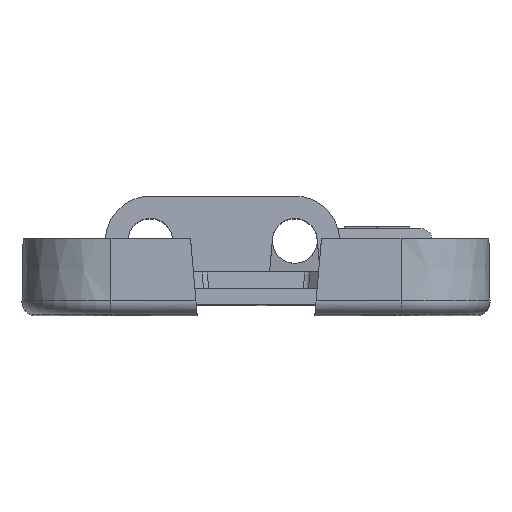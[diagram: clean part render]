
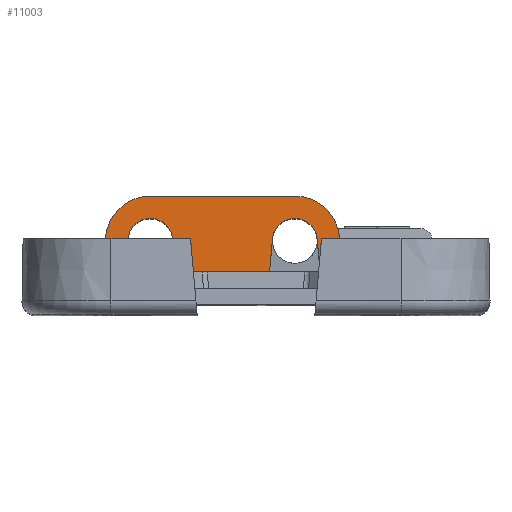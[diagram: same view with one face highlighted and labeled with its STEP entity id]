
A CAD part, top view. The second image highlights one B-rep face of the part: STEP entity #11003.
In plain terms, the highlighted planar face has unit normal (0, 0.018, 1).
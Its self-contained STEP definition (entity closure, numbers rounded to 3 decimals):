
#526=ELLIPSE('',#11878,5.013,5.013);
#527=ELLIPSE('',#11879,2.513,2.513);
#528=ELLIPSE('',#11880,2.513,2.513);
#529=ELLIPSE('',#11881,5.013,5.013);
#694=PLANE('',#11877);
#1110=FACE_OUTER_BOUND('',#1670,.T.);
#1670=EDGE_LOOP('',(#8445,#8446,#8447,#8448,#8449,#8450,#8451,#8452,#8453,
#8454,#8455,#8456,#8457,#8458,#8459,#8460,#8461,#8462));
#2239=LINE('',#15895,#3308);
#2243=LINE('',#15903,#3312);
#2258=LINE('',#15945,#3327);
#2262=LINE('',#15953,#3331);
#2490=LINE('',#16795,#3559);
#2634=LINE('',#17285,#3703);
#2635=LINE('',#17288,#3704);
#2636=LINE('',#17290,#3705);
#2637=LINE('',#17293,#3706);
#2638=LINE('',#17294,#3707);
#2639=LINE('',#17295,#3708);
#2640=LINE('',#17297,#3709);
#2641=LINE('',#17300,#3710);
#2642=LINE('',#17302,#3711);
#3308=VECTOR('',#12722,2.51);
#3312=VECTOR('',#12726,6.694);
#3327=VECTOR('',#12755,2.317);
#3331=VECTOR('',#12759,2.51);
#3559=VECTOR('',#13463,1.001);
#3703=VECTOR('',#13977,16.2);
#3704=VECTOR('',#13980,5.86);
#3705=VECTOR('',#13981,5.641);
#3706=VECTOR('',#13984,5.641);
#3707=VECTOR('',#13985,1.903);
#3708=VECTOR('',#13986,1.903);
#3709=VECTOR('',#13987,5.641);
#3710=VECTOR('',#13990,5.641);
#3711=VECTOR('',#13991,5.86);
#4638=VERTEX_POINT('',#15892);
#4639=VERTEX_POINT('',#15894);
#4642=VERTEX_POINT('',#15900);
#4643=VERTEX_POINT('',#15902);
#4662=VERTEX_POINT('',#15942);
#4663=VERTEX_POINT('',#15944);
#4666=VERTEX_POINT('',#15950);
#4667=VERTEX_POINT('',#15952);
#4930=VERTEX_POINT('',#16792);
#4931=VERTEX_POINT('',#16794);
#5079=VERTEX_POINT('',#17283);
#5080=VERTEX_POINT('',#17284);
#5081=VERTEX_POINT('',#17286);
#5082=VERTEX_POINT('',#17289);
#5083=VERTEX_POINT('',#17291);
#5084=VERTEX_POINT('',#17296);
#5085=VERTEX_POINT('',#17298);
#5086=VERTEX_POINT('',#17301);
#5706=EDGE_CURVE('',#4638,#4639,#2239,.T.);
#5710=EDGE_CURVE('',#4642,#4643,#2243,.T.);
#5730=EDGE_CURVE('',#4662,#4663,#2258,.T.);
#5734=EDGE_CURVE('',#4666,#4667,#2262,.T.);
#6112=EDGE_CURVE('',#4930,#4931,#2490,.T.);
#6363=EDGE_CURVE('',#5079,#5080,#2634,.T.);
#6364=EDGE_CURVE('',#5079,#5081,#526,.T.);
#6365=EDGE_CURVE('',#5081,#4667,#2635,.T.);
#6366=EDGE_CURVE('',#4666,#5082,#2636,.T.);
#6367=EDGE_CURVE('',#5082,#5083,#527,.T.);
#6368=EDGE_CURVE('',#4663,#5083,#2637,.T.);
#6369=EDGE_CURVE('',#4662,#4931,#2638,.T.);
#6370=EDGE_CURVE('',#4643,#4930,#2639,.T.);
#6371=EDGE_CURVE('',#4642,#5084,#2640,.T.);
#6372=EDGE_CURVE('',#5084,#5085,#528,.T.);
#6373=EDGE_CURVE('',#4639,#5085,#2641,.T.);
#6374=EDGE_CURVE('',#4638,#5086,#2642,.T.);
#6375=EDGE_CURVE('',#5086,#5080,#529,.T.);
#8445=ORIENTED_EDGE('',*,*,#6363,.F.);
#8446=ORIENTED_EDGE('',*,*,#6364,.T.);
#8447=ORIENTED_EDGE('',*,*,#6365,.T.);
#8448=ORIENTED_EDGE('',*,*,#5734,.F.);
#8449=ORIENTED_EDGE('',*,*,#6366,.T.);
#8450=ORIENTED_EDGE('',*,*,#6367,.T.);
#8451=ORIENTED_EDGE('',*,*,#6368,.F.);
#8452=ORIENTED_EDGE('',*,*,#5730,.F.);
#8453=ORIENTED_EDGE('',*,*,#6369,.T.);
#8454=ORIENTED_EDGE('',*,*,#6112,.F.);
#8455=ORIENTED_EDGE('',*,*,#6370,.F.);
#8456=ORIENTED_EDGE('',*,*,#5710,.F.);
#8457=ORIENTED_EDGE('',*,*,#6371,.T.);
#8458=ORIENTED_EDGE('',*,*,#6372,.T.);
#8459=ORIENTED_EDGE('',*,*,#6373,.F.);
#8460=ORIENTED_EDGE('',*,*,#5706,.F.);
#8461=ORIENTED_EDGE('',*,*,#6374,.T.);
#8462=ORIENTED_EDGE('',*,*,#6375,.T.);
#11003=ADVANCED_FACE('',(#1110),#694,.T.);
#11877=AXIS2_PLACEMENT_3D('',#17282,#13975,#13976);
#11878=AXIS2_PLACEMENT_3D('',#17287,#13978,#13979);
#11879=AXIS2_PLACEMENT_3D('',#17292,#13982,#13983);
#11880=AXIS2_PLACEMENT_3D('',#17299,#13988,#13989);
#11881=AXIS2_PLACEMENT_3D('',#17303,#13992,#13993);
#12722=DIRECTION('',(-1.,0.,0.));
#12726=DIRECTION('',(-1.,0.,0.));
#12755=DIRECTION('',(-1.,0.,0.));
#12759=DIRECTION('',(-1.,0.,0.));
#13463=DIRECTION('',(-1.,0.,0.));
#13975=DIRECTION('center_axis',(0.,0.017,1.));
#13976=DIRECTION('ref_axis',(1.,0.,0.));
#13977=DIRECTION('',(1.,0.,0.));
#13978=DIRECTION('center_axis',(0.,0.017,1.));
#13979=DIRECTION('ref_axis',(0.,-1.,0.017));
#13980=DIRECTION('',(-0.087,-0.996,0.017));
#13981=DIRECTION('',(0.087,0.996,-0.017));
#13982=DIRECTION('center_axis',(0.,-0.017,-1.));
#13983=DIRECTION('ref_axis',(0.,-1.,0.017));
#13984=DIRECTION('',(-0.087,0.996,-0.017));
#13985=DIRECTION('',(0.052,0.998,-0.017));
#13986=DIRECTION('',(-0.052,0.998,-0.017));
#13987=DIRECTION('',(0.087,0.996,-0.017));
#13988=DIRECTION('center_axis',(0.,-0.017,-1.));
#13989=DIRECTION('ref_axis',(0.,-1.,0.017));
#13990=DIRECTION('',(-0.087,0.996,-0.017));
#13991=DIRECTION('',(-0.087,0.996,-0.017));
#13992=DIRECTION('center_axis',(0.,0.017,1.));
#13993=DIRECTION('ref_axis',(0.,-1.,0.017));
#15892=CARTESIAN_POINT('',(13.604,2.9,18.95));
#15894=CARTESIAN_POINT('',(11.095,2.9,18.95));
#15895=CARTESIAN_POINT('',(13.604,2.9,18.95));
#15900=CARTESIAN_POINT('',(5.105,2.9,18.95));
#15902=CARTESIAN_POINT('',(-1.589,2.9,18.95));
#15903=CARTESIAN_POINT('',(5.105,2.9,18.95));
#15942=CARTESIAN_POINT('',(-2.789,2.9,18.95));
#15944=CARTESIAN_POINT('',(-5.105,2.9,18.95));
#15945=CARTESIAN_POINT('',(-2.789,2.9,18.95));
#15950=CARTESIAN_POINT('',(-11.095,2.9,18.95));
#15952=CARTESIAN_POINT('',(-13.604,2.9,18.95));
#15953=CARTESIAN_POINT('',(-11.095,2.9,18.95));
#16792=CARTESIAN_POINT('',(-1.688,4.8,18.917));
#16794=CARTESIAN_POINT('',(-2.689,4.8,18.917));
#16795=CARTESIAN_POINT('',(-1.688,4.8,18.917));
#17282=CARTESIAN_POINT('Origin',(-17.314,2.903,18.95));
#17283=CARTESIAN_POINT('',(-8.1,13.313,18.768));
#17284=CARTESIAN_POINT('',(8.1,13.313,18.768));
#17285=CARTESIAN_POINT('',(-8.1,13.313,18.768));
#17286=CARTESIAN_POINT('',(-13.093,8.737,18.848));
#17287=CARTESIAN_POINT('Origin',(-8.1,8.3,18.856));
#17288=CARTESIAN_POINT('',(-13.093,8.737,18.848));
#17289=CARTESIAN_POINT('',(-10.603,8.519,18.852));
#17290=CARTESIAN_POINT('',(-11.095,2.9,18.95));
#17291=CARTESIAN_POINT('',(-5.597,8.519,18.852));
#17292=CARTESIAN_POINT('Origin',(-8.1,8.3,18.856));
#17293=CARTESIAN_POINT('',(-5.105,2.9,18.95));
#17294=CARTESIAN_POINT('',(-2.789,2.9,18.95));
#17295=CARTESIAN_POINT('',(-1.589,2.9,18.95));
#17296=CARTESIAN_POINT('',(5.597,8.519,18.852));
#17297=CARTESIAN_POINT('',(5.105,2.9,18.95));
#17298=CARTESIAN_POINT('',(10.603,8.519,18.852));
#17299=CARTESIAN_POINT('Origin',(8.1,8.3,18.856));
#17300=CARTESIAN_POINT('',(11.095,2.9,18.95));
#17301=CARTESIAN_POINT('',(13.093,8.737,18.848));
#17302=CARTESIAN_POINT('',(13.604,2.9,18.95));
#17303=CARTESIAN_POINT('Origin',(8.1,8.3,18.856));
